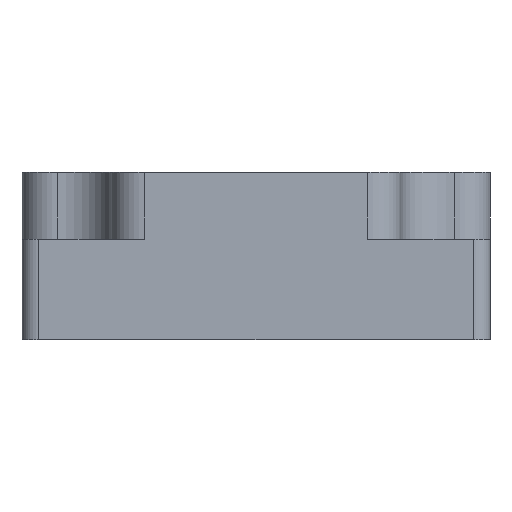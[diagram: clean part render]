
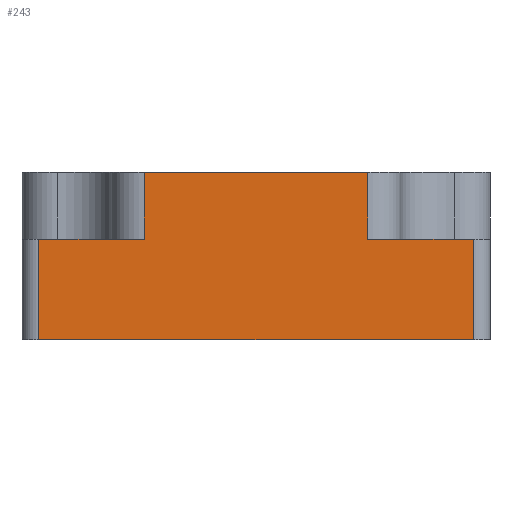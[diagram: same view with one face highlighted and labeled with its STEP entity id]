
A CAD part, front view. The second image highlights one B-rep face of the part: STEP entity #243.
In plain terms, the highlighted planar face has unit normal (0, -1, 0).
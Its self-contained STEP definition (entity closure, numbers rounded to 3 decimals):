
#34 = ORIENTED_EDGE ( 'NONE', *, *, #463, .T. ) ;
#52 = DIRECTION ( 'NONE',  ( 0., 0., 1. ) ) ;
#80 = VERTEX_POINT ( 'NONE', #1059 ) ;
#99 = DIRECTION ( 'NONE',  ( 1., 0., 0. ) ) ;
#115 = ORIENTED_EDGE ( 'NONE', *, *, #1234, .F. ) ;
#120 = VERTEX_POINT ( 'NONE', #573 ) ;
#178 = DIRECTION ( 'NONE',  ( 0., 0., -1. ) ) ;
#190 = EDGE_CURVE ( 'NONE', #80, #120, #583, .T. ) ;
#193 = DIRECTION ( 'NONE',  ( 0., 1., 0. ) ) ;
#212 = VECTOR ( 'NONE', #1121, 1000. ) ;
#243 = ADVANCED_FACE ( 'NONE', ( #1547 ), #481, .F. ) ;
#271 = VECTOR ( 'NONE', #178, 1000. ) ;
#284 = EDGE_LOOP ( 'NONE', ( #115, #34, #1058, #432, #982, #601, #948, #727 ) ) ;
#301 = DIRECTION ( 'NONE',  ( 0., 0., -1. ) ) ;
#325 = DIRECTION ( 'NONE',  ( 0., 0., 1. ) ) ;
#333 = VERTEX_POINT ( 'NONE', #1680 ) ;
#432 = ORIENTED_EDGE ( 'NONE', *, *, #483, .T. ) ;
#458 = LINE ( 'NONE', #712, #212 ) ;
#463 = EDGE_CURVE ( 'NONE', #333, #654, #1043, .T. ) ;
#481 = PLANE ( 'NONE',  #1763 ) ;
#483 = EDGE_CURVE ( 'NONE', #1809, #1534, #1753, .T. ) ;
#518 = EDGE_CURVE ( 'NONE', #1848, #1012, #977, .T. ) ;
#548 = CARTESIAN_POINT ( 'NONE',  ( -13., -16.5, 6. ) ) ;
#573 = CARTESIAN_POINT ( 'NONE',  ( 13., -16.5, 0. ) ) ;
#583 = LINE ( 'NONE', #885, #271 ) ;
#586 = VECTOR ( 'NONE', #871, 1000. ) ;
#599 = CARTESIAN_POINT ( 'NONE',  ( -6.672, -16.5, 10. ) ) ;
#601 = ORIENTED_EDGE ( 'NONE', *, *, #518, .T. ) ;
#606 = CARTESIAN_POINT ( 'NONE',  ( 6.672, -16.5, 10. ) ) ;
#654 = VERTEX_POINT ( 'NONE', #1471 ) ;
#666 = EDGE_CURVE ( 'NONE', #1809, #654, #802, .T. ) ;
#712 = CARTESIAN_POINT ( 'NONE',  ( -13., -16.5, 0. ) ) ;
#724 = VECTOR ( 'NONE', #99, 1000. ) ;
#727 = ORIENTED_EDGE ( 'NONE', *, *, #190, .F. ) ;
#746 = LINE ( 'NONE', #548, #724 ) ;
#802 = LINE ( 'NONE', #1067, #1795 ) ;
#871 = DIRECTION ( 'NONE',  ( 1., 0., 0. ) ) ;
#885 = CARTESIAN_POINT ( 'NONE',  ( 13., -16.5, 10. ) ) ;
#948 = ORIENTED_EDGE ( 'NONE', *, *, #1089, .T. ) ;
#949 = VECTOR ( 'NONE', #1157, 1000. ) ;
#977 = LINE ( 'NONE', #1614, #1572 ) ;
#982 = ORIENTED_EDGE ( 'NONE', *, *, #1642, .F. ) ;
#1012 = VERTEX_POINT ( 'NONE', #1368 ) ;
#1043 = LINE ( 'NONE', #606, #1264 ) ;
#1046 = CARTESIAN_POINT ( 'NONE',  ( -13., -16.5, 10. ) ) ;
#1058 = ORIENTED_EDGE ( 'NONE', *, *, #666, .F. ) ;
#1059 = CARTESIAN_POINT ( 'NONE',  ( 13., -16.5, 6. ) ) ;
#1064 = CARTESIAN_POINT ( 'NONE',  ( -6.672, -16.5, 6. ) ) ;
#1067 = CARTESIAN_POINT ( 'NONE',  ( -13., -16.5, 10. ) ) ;
#1089 = EDGE_CURVE ( 'NONE', #1012, #120, #458, .T. ) ;
#1121 = DIRECTION ( 'NONE',  ( 1., 0., 0. ) ) ;
#1157 = DIRECTION ( 'NONE',  ( 0., 0., -1. ) ) ;
#1200 = LINE ( 'NONE', #1299, #586 ) ;
#1229 = DIRECTION ( 'NONE',  ( 1., 0., 0. ) ) ;
#1234 = EDGE_CURVE ( 'NONE', #333, #80, #1200, .T. ) ;
#1264 = VECTOR ( 'NONE', #325, 1000. ) ;
#1299 = CARTESIAN_POINT ( 'NONE',  ( -13., -16.5, 6. ) ) ;
#1368 = CARTESIAN_POINT ( 'NONE',  ( -13., -16.5, 0. ) ) ;
#1402 = CARTESIAN_POINT ( 'NONE',  ( -6.672, -16.5, 10. ) ) ;
#1471 = CARTESIAN_POINT ( 'NONE',  ( 6.672, -16.5, 10. ) ) ;
#1534 = VERTEX_POINT ( 'NONE', #1064 ) ;
#1544 = CARTESIAN_POINT ( 'NONE',  ( -13., -16.5, 6. ) ) ;
#1547 = FACE_OUTER_BOUND ( 'NONE', #284, .T. ) ;
#1572 = VECTOR ( 'NONE', #301, 1000. ) ;
#1614 = CARTESIAN_POINT ( 'NONE',  ( -13., -16.5, 10. ) ) ;
#1642 = EDGE_CURVE ( 'NONE', #1848, #1534, #746, .T. ) ;
#1680 = CARTESIAN_POINT ( 'NONE',  ( 6.672, -16.5, 6. ) ) ;
#1753 = LINE ( 'NONE', #599, #949 ) ;
#1763 = AXIS2_PLACEMENT_3D ( 'NONE', #1046, #193, #52 ) ;
#1795 = VECTOR ( 'NONE', #1229, 1000. ) ;
#1809 = VERTEX_POINT ( 'NONE', #1402 ) ;
#1848 = VERTEX_POINT ( 'NONE', #1544 ) ;
